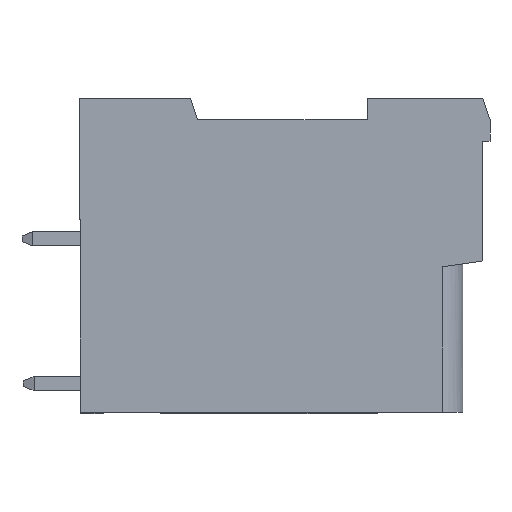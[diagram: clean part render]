
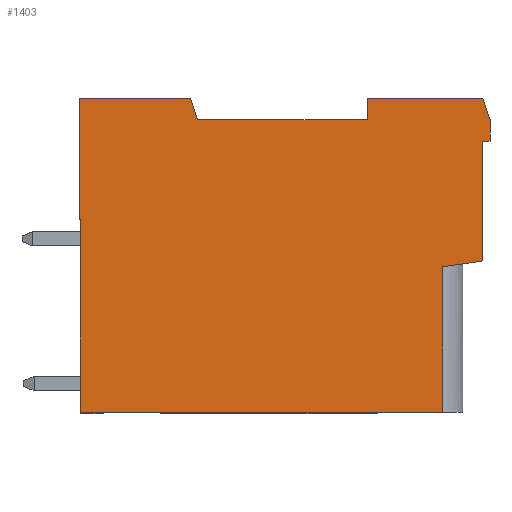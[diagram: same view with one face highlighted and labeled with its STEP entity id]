
A CAD part, left-side view. The second image highlights one B-rep face of the part: STEP entity #1403.
In plain terms, the highlighted planar face has unit normal (-1, 0, 0).
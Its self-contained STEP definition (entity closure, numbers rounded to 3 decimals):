
#1403 = ADVANCED_FACE( '', ( #2866 ), #2867, .T. );
#2866 = FACE_OUTER_BOUND( '', #4422, .T. );
#2867 = PLANE( '', #4423 );
#4422 = EDGE_LOOP( '', ( #8233, #8234, #8235, #8236, #8237, #8238, #8239, #8240, #8241, #8242, #8243, #8244, #8245, #8246, #8247 ) );
#4423 = AXIS2_PLACEMENT_3D( '', #8248, #8249, #8250 );
#8233 = ORIENTED_EDGE( '', *, *, #9706, .T. );
#8234 = ORIENTED_EDGE( '', *, *, #10559, .T. );
#8235 = ORIENTED_EDGE( '', *, *, #9582, .T. );
#8236 = ORIENTED_EDGE( '', *, *, #10435, .T. );
#8237 = ORIENTED_EDGE( '', *, *, #10357, .T. );
#8238 = ORIENTED_EDGE( '', *, *, #11049, .T. );
#8239 = ORIENTED_EDGE( '', *, *, #11050, .F. );
#8240 = ORIENTED_EDGE( '', *, *, #10610, .T. );
#8241 = ORIENTED_EDGE( '', *, *, #11051, .T. );
#8242 = ORIENTED_EDGE( '', *, *, #10776, .T. );
#8243 = ORIENTED_EDGE( '', *, *, #11052, .T. );
#8244 = ORIENTED_EDGE( '', *, *, #10415, .T. );
#8245 = ORIENTED_EDGE( '', *, *, #10874, .T. );
#8246 = ORIENTED_EDGE( '', *, *, #10397, .T. );
#8247 = ORIENTED_EDGE( '', *, *, #11021, .T. );
#8248 = CARTESIAN_POINT( '', ( -12.7, 0., 0. ) );
#8249 = DIRECTION( '', ( -1., 0., 0. ) );
#8250 = DIRECTION( '', ( 0., 0., 1. ) );
#9582 = EDGE_CURVE( '', #11512, #11510, #11513, .T. );
#9706 = EDGE_CURVE( '', #11734, #11732, #11735, .T. );
#10357 = EDGE_CURVE( '', #12818, #12816, #12819, .T. );
#10397 = EDGE_CURVE( '', #12880, #12878, #12881, .T. );
#10415 = EDGE_CURVE( '', #12904, #12905, #12906, .T. );
#10435 = EDGE_CURVE( '', #11510, #12818, #12933, .F. );
#10559 = EDGE_CURVE( '', #11732, #11512, #13104, .T. );
#10610 = EDGE_CURVE( '', #13177, #13175, #13178, .T. );
#10776 = EDGE_CURVE( '', #13394, #13392, #13395, .T. );
#10874 = EDGE_CURVE( '', #12905, #12880, #13520, .T. );
#11021 = EDGE_CURVE( '', #12878, #11734, #13701, .F. );
#11049 = EDGE_CURVE( '', #12816, #13732, #13733, .T. );
#11050 = EDGE_CURVE( '', #13177, #13732, #13734, .T. );
#11051 = EDGE_CURVE( '', #13175, #13394, #13735, .T. );
#11052 = EDGE_CURVE( '', #13392, #12904, #13736, .T. );
#11510 = VERTEX_POINT( '', #14316 );
#11512 = VERTEX_POINT( '', #14319 );
#11513 = LINE( '', #14320, #14321 );
#11732 = VERTEX_POINT( '', #14717 );
#11734 = VERTEX_POINT( '', #14720 );
#11735 = LINE( '', #14721, #14722 );
#12816 = VERTEX_POINT( '', #16376 );
#12818 = VERTEX_POINT( '', #16379 );
#12819 = LINE( '', #16380, #16381 );
#12878 = VERTEX_POINT( '', #16468 );
#12880 = VERTEX_POINT( '', #16471 );
#12881 = LINE( '', #16472, #16473 );
#12904 = VERTEX_POINT( '', #16547 );
#12905 = VERTEX_POINT( '', #16548 );
#12906 = LINE( '', #16549, #16550 );
#12933 = LINE( '', #16591, #16592 );
#13104 = LINE( '', #16862, #16863 );
#13175 = VERTEX_POINT( '', #16968 );
#13177 = VERTEX_POINT( '', #16971 );
#13178 = LINE( '', #16972, #16973 );
#13392 = VERTEX_POINT( '', #17302 );
#13394 = VERTEX_POINT( '', #17304 );
#13395 = LINE( '', #17305, #17306 );
#13520 = LINE( '', #17496, #17497 );
#13701 = LINE( '', #17764, #17765 );
#13732 = VERTEX_POINT( '', #17809 );
#13733 = LINE( '', #17810, #17811 );
#13734 = LINE( '', #17812, #17813 );
#13735 = LINE( '', #17814, #17815 );
#13736 = LINE( '', #17816, #17817 );
#14316 = CARTESIAN_POINT( '', ( -12.7, 5.95, 9.5 ) );
#14319 = CARTESIAN_POINT( '', ( -12.7, -5.95, 9.5 ) );
#14320 = CARTESIAN_POINT( '', ( -12.7, -5.95, 9.5 ) );
#14321 = VECTOR( '', #18264, 1000. );
#14717 = CARTESIAN_POINT( '', ( -12.7, -5.95, 11. ) );
#14720 = CARTESIAN_POINT( '', ( -12.7, -14.05, 11. ) );
#14721 = CARTESIAN_POINT( '', ( -12.7, -14.55, 11. ) );
#14722 = VECTOR( '', #18368, 1000. );
#16376 = CARTESIAN_POINT( '', ( -12.7, 14.25, 11. ) );
#16379 = CARTESIAN_POINT( '', ( -12.7, 6.45, 11. ) );
#16380 = CARTESIAN_POINT( '', ( -12.7, 5.95, 11. ) );
#16381 = VECTOR( '', #18955, 1000. );
#16468 = CARTESIAN_POINT( '', ( -12.7, -14.55, 9.5 ) );
#16471 = CARTESIAN_POINT( '', ( -12.7, -14.55, 8. ) );
#16472 = CARTESIAN_POINT( '', ( -12.7, -14.55, 8. ) );
#16473 = VECTOR( '', #19000, 1000. );
#16547 = CARTESIAN_POINT( '', ( -12.7, -14.05, -0.4 ) );
#16548 = CARTESIAN_POINT( '', ( -12.7, -14.05, 8. ) );
#16549 = CARTESIAN_POINT( '', ( -12.7, -14.05, 8. ) );
#16550 = VECTOR( '', #19013, 1000. );
#16591 = CARTESIAN_POINT( '', ( -12.7, 2.505, -0.835 ) );
#16592 = VECTOR( '', #19028, 1000. );
#16862 = CARTESIAN_POINT( '', ( -12.7, -5.95, 11. ) );
#16863 = VECTOR( '', #19146, 1000. );
#16968 = CARTESIAN_POINT( '', ( -12.7, 14.15, -11. ) );
#16971 = CARTESIAN_POINT( '', ( -12.7, 14.15, 2.5 ) );
#16972 = CARTESIAN_POINT( '', ( -12.7, 14.15, 2.5 ) );
#16973 = VECTOR( '', #19188, 1000. );
#17302 = CARTESIAN_POINT( '', ( -12.7, -11.25, -0.8 ) );
#17304 = CARTESIAN_POINT( '', ( -12.7, -11.25, -11. ) );
#17305 = CARTESIAN_POINT( '', ( -12.7, -11.25, -11. ) );
#17306 = VECTOR( '', #19328, 1000. );
#17496 = CARTESIAN_POINT( '', ( -12.7, -14.55, 8. ) );
#17497 = VECTOR( '', #19403, 1000. );
#17764 = CARTESIAN_POINT( '', ( -12.7, -15.945, 5.315 ) );
#17765 = VECTOR( '', #19508, 1000. );
#17809 = CARTESIAN_POINT( '', ( -12.7, 14.25, 2.5 ) );
#17810 = CARTESIAN_POINT( '', ( -12.7, 14.25, 11. ) );
#17811 = VECTOR( '', #19525, 1000. );
#17812 = CARTESIAN_POINT( '', ( -12.7, 14.15, 2.5 ) );
#17813 = VECTOR( '', #19526, 1000. );
#17814 = CARTESIAN_POINT( '', ( -12.7, 14.25, -11. ) );
#17815 = VECTOR( '', #19527, 1000. );
#17816 = CARTESIAN_POINT( '', ( -12.7, -11.25, -0.8 ) );
#17817 = VECTOR( '', #19528, 1000. );
#18264 = DIRECTION( '', ( 0., 1., 0. ) );
#18368 = DIRECTION( '', ( 0., 1., 0. ) );
#18955 = DIRECTION( '', ( 0., 1., 0. ) );
#19000 = DIRECTION( '', ( 0., 0., 1. ) );
#19013 = DIRECTION( '', ( 0., 0., 1. ) );
#19028 = DIRECTION( '', ( 0., -0.316, -0.949 ) );
#19146 = DIRECTION( '', ( 0., 0., -1. ) );
#19188 = DIRECTION( '', ( 0., 0., -1. ) );
#19328 = DIRECTION( '', ( 0., 0., 1. ) );
#19403 = DIRECTION( '', ( 0., -1., 0. ) );
#19508 = DIRECTION( '', ( 0., -0.316, -0.949 ) );
#19525 = DIRECTION( '', ( 0., 0., -1. ) );
#19526 = DIRECTION( '', ( 0., 1., 0. ) );
#19527 = DIRECTION( '', ( 0., -1., 0. ) );
#19528 = DIRECTION( '', ( 0., -0.99, 0.141 ) );
